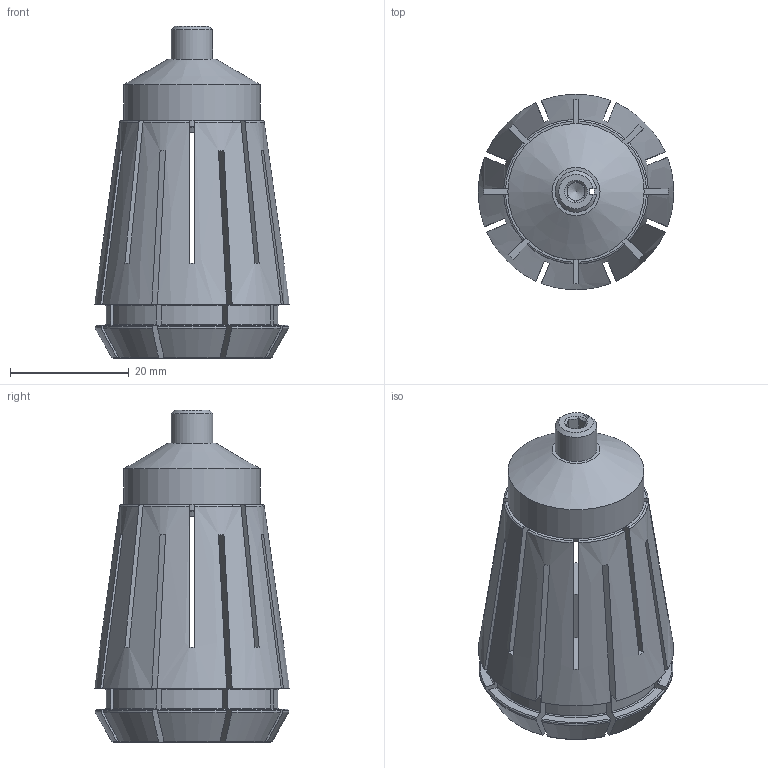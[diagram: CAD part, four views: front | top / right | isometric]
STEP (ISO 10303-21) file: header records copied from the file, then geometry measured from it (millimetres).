
FILE_DESCRIPTION(/* description */ (''),/* implementation_level */ '2;1');
FILE_NAME(/* name */ '133212704.stp',/* time_stamp */ '2021-03-04T11:28:57',/* author */ ('LRA'),/* organization */ ('REGO-FIX'),/* preprocessor_version */ ' Unknown',/* originating_system */ 'SIEMENS PLM Software Solid Edge ST10',/* authorization */ 'Unknown');
FILE_SCHEMA (('AUTOMOTIVE_DESIGN { 1 0 10303 214 2 1 1}'));
Length unit declared in the file: millimetre
Products named in the file (1): NOCUT
Bounding box: 32.91 x 32.91 x 56 mm (x, y, z)
Volume: 19456.1 mm3; surface area: 15224.6 mm2
Topology: 1 solids, 1 shells, 245 faces, 733 edges, 480 vertices
Faces by surface type: plane 121, torus 48, cone 40, cylinder 36
Full cylindrical faces by diameter (mm): 3 x1, 4.4 x1, 12.7 x1, 16.8 x1, 18.8 x1, 19.5 x1, 19.8 x1, 22.2 x1, 23 x1
Entity records: 10115 total; most frequent: CARTESIAN_POINT 1841, ORIENTED_EDGE 1420, DIRECTION 1358, EDGE_CURVE 710, AXIS2_PLACEMENT_3D 533, VERTEX_POINT 474, LINE 292, VECTOR 292
